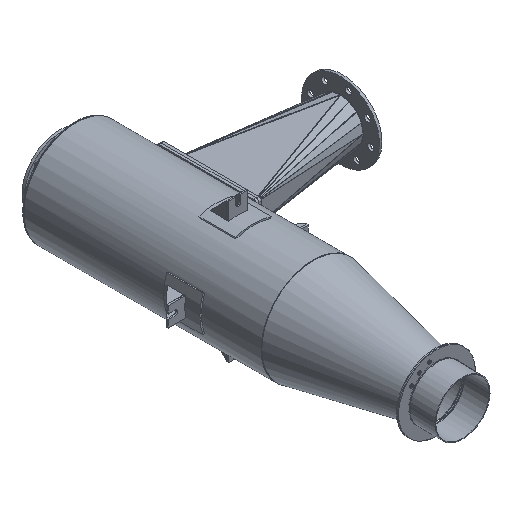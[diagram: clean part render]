
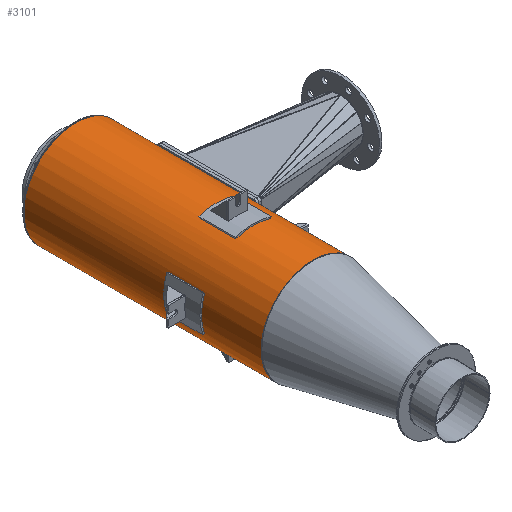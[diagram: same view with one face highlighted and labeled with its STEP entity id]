
A CAD part, isometric view. The second image highlights one B-rep face of the part: STEP entity #3101.
In plain terms, the highlighted cylindrical face has radius 200 mm (diameter 400 mm), a partial arc.
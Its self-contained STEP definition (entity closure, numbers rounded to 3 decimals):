
#6 = VECTOR ( 'NONE', #11996, 1000. ) ;
#647 = VERTEX_POINT ( 'NONE', #2115 ) ;
#746 = DIRECTION ( 'NONE',  ( 0., 0., 1. ) ) ;
#794 = DIRECTION ( 'NONE',  ( 0., 0., 1. ) ) ;
#1098 = FACE_OUTER_BOUND ( 'NONE', #9144, .T. ) ;
#1532 = DIRECTION ( 'NONE',  ( 1., 0., 0. ) ) ;
#1588 = DIRECTION ( 'NONE',  ( 1., 0., 0. ) ) ;
#1820 = VERTEX_POINT ( 'NONE', #10785 ) ;
#1868 = ORIENTED_EDGE ( 'NONE', *, *, #15152, .T. ) ;
#2115 = CARTESIAN_POINT ( 'NONE',  ( 199.998, -1., 0. ) ) ;
#2227 = VERTEX_POINT ( 'NONE', #4870 ) ;
#2353 = CARTESIAN_POINT ( 'NONE',  ( 0., 0., 0. ) ) ;
#2706 = LINE ( 'NONE', #11965, #6231 ) ;
#2753 = VECTOR ( 'NONE', #13762, 1000. ) ;
#2796 = AXIS2_PLACEMENT_3D ( 'NONE', #9771, #12177, #1532 ) ;
#3078 = VERTEX_POINT ( 'NONE', #4612 ) ;
#3101 = ADVANCED_FACE ( 'NONE', ( #1098 ), #5847, .T. ) ;
#3718 = VECTOR ( 'NONE', #9095, 1000. ) ;
#3738 = DIRECTION ( 'NONE',  ( 0., 0., 1. ) ) ;
#3785 = ORIENTED_EDGE ( 'NONE', *, *, #10271, .F. ) ;
#3928 = EDGE_CURVE ( 'NONE', #5969, #7149, #11906, .T. ) ;
#3930 = DIRECTION ( 'NONE',  ( 0., 0., 1. ) ) ;
#4283 = LINE ( 'NONE', #9028, #2753 ) ;
#4503 = DIRECTION ( 'NONE',  ( 1., 0., 0. ) ) ;
#4537 = EDGE_CURVE ( 'NONE', #5969, #6392, #4283, .T. ) ;
#4612 = CARTESIAN_POINT ( 'NONE',  ( 199.998, -1., 918. ) ) ;
#4739 = CIRCLE ( 'NONE', #9212, 200. ) ;
#4856 = EDGE_CURVE ( 'NONE', #647, #3078, #2706, .T. ) ;
#4870 = CARTESIAN_POINT ( 'NONE',  ( 193.306, -51.312, 300. ) ) ;
#5053 = CIRCLE ( 'NONE', #2796, 200. ) ;
#5230 = ORIENTED_EDGE ( 'NONE', *, *, #4856, .T. ) ;
#5847 = CYLINDRICAL_SURFACE ( 'NONE', #15116, 200. ) ;
#5969 = VERTEX_POINT ( 'NONE', #11369 ) ;
#6231 = VECTOR ( 'NONE', #14220, 1000. ) ;
#6392 = VERTEX_POINT ( 'NONE', #12276 ) ;
#7149 = VERTEX_POINT ( 'NONE', #8054 ) ;
#7275 = LINE ( 'NONE', #10668, #6 ) ;
#8054 = CARTESIAN_POINT ( 'NONE',  ( 81.287, -182.736, 0. ) ) ;
#8144 = EDGE_CURVE ( 'NONE', #11321, #2227, #10383, .T. ) ;
#8426 = AXIS2_PLACEMENT_3D ( 'NONE', #12649, #746, #4503 ) ;
#9018 = LINE ( 'NONE', #10169, #3718 ) ;
#9028 = CARTESIAN_POINT ( 'NONE',  ( 200., 0., 0. ) ) ;
#9095 = DIRECTION ( 'NONE',  ( 0., 0., 1. ) ) ;
#9121 = DIRECTION ( 'NONE',  ( 1., 0., 0. ) ) ;
#9144 = EDGE_LOOP ( 'NONE', ( #11313, #11376, #5230, #3785, #12761, #11177, #1868, #11874 ) ) ;
#9212 = AXIS2_PLACEMENT_3D ( 'NONE', #9636, #3738, #13215 ) ;
#9636 = CARTESIAN_POINT ( 'NONE',  ( 0., 0., 0. ) ) ;
#9771 = CARTESIAN_POINT ( 'NONE',  ( 0., 0., 918. ) ) ;
#10169 = CARTESIAN_POINT ( 'NONE',  ( 81.287, -182.736, 0. ) ) ;
#10271 = EDGE_CURVE ( 'NONE', #6392, #3078, #5053, .T. ) ;
#10383 = CIRCLE ( 'NONE', #11645, 200. ) ;
#10668 = CARTESIAN_POINT ( 'NONE',  ( 193.306, -51.312, 300. ) ) ;
#10785 = CARTESIAN_POINT ( 'NONE',  ( 193.306, -51.312, 0. ) ) ;
#11177 = ORIENTED_EDGE ( 'NONE', *, *, #3928, .T. ) ;
#11313 = ORIENTED_EDGE ( 'NONE', *, *, #14271, .T. ) ;
#11321 = VERTEX_POINT ( 'NONE', #13181 ) ;
#11369 = CARTESIAN_POINT ( 'NONE',  ( 200., 0., 0. ) ) ;
#11376 = ORIENTED_EDGE ( 'NONE', *, *, #13642, .T. ) ;
#11645 = AXIS2_PLACEMENT_3D ( 'NONE', #14577, #3930, #1588 ) ;
#11874 = ORIENTED_EDGE ( 'NONE', *, *, #8144, .T. ) ;
#11906 = CIRCLE ( 'NONE', #8426, 200. ) ;
#11965 = CARTESIAN_POINT ( 'NONE',  ( 199.998, -1., 0. ) ) ;
#11996 = DIRECTION ( 'NONE',  ( 0., 0., -1. ) ) ;
#12177 = DIRECTION ( 'NONE',  ( 0., 0., 1. ) ) ;
#12276 = CARTESIAN_POINT ( 'NONE',  ( 200., 0., 918. ) ) ;
#12649 = CARTESIAN_POINT ( 'NONE',  ( 0., 0., 0. ) ) ;
#12761 = ORIENTED_EDGE ( 'NONE', *, *, #4537, .F. ) ;
#13181 = CARTESIAN_POINT ( 'NONE',  ( 81.287, -182.736, 300. ) ) ;
#13215 = DIRECTION ( 'NONE',  ( 1., 0., 0. ) ) ;
#13642 = EDGE_CURVE ( 'NONE', #1820, #647, #4739, .T. ) ;
#13762 = DIRECTION ( 'NONE',  ( 0., 0., 1. ) ) ;
#14220 = DIRECTION ( 'NONE',  ( 0., 0., 1. ) ) ;
#14271 = EDGE_CURVE ( 'NONE', #2227, #1820, #7275, .T. ) ;
#14577 = CARTESIAN_POINT ( 'NONE',  ( 0., 0., 300. ) ) ;
#15116 = AXIS2_PLACEMENT_3D ( 'NONE', #2353, #794, #9121 ) ;
#15152 = EDGE_CURVE ( 'NONE', #7149, #11321, #9018, .T. ) ;
